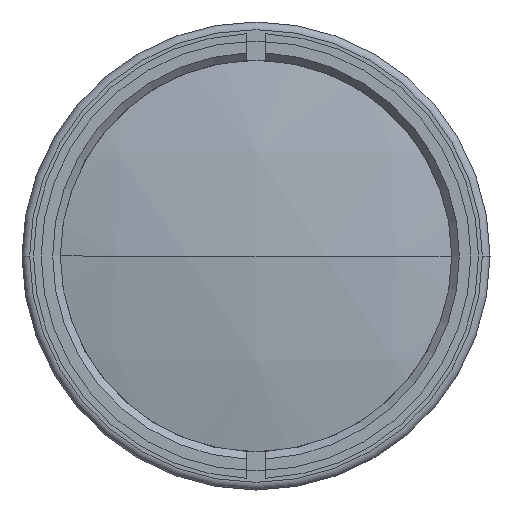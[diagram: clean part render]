
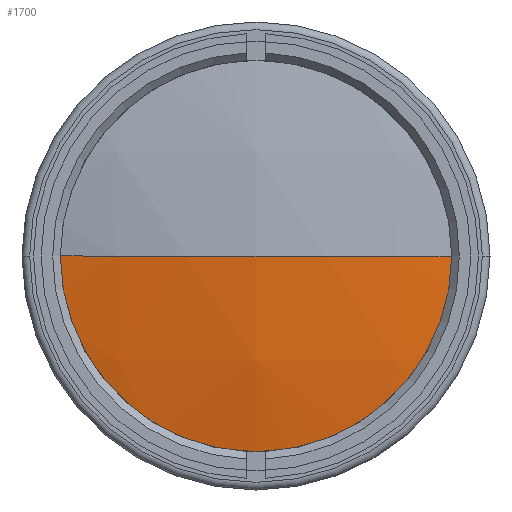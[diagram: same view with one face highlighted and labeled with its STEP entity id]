
A CAD part, left-side view. The second image highlights one B-rep face of the part: STEP entity #1700.
In plain terms, the highlighted spherical face has radius 124 mm.
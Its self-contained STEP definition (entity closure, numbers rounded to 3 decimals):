
#257 = CARTESIAN_POINT ( 'NONE',  ( -104.365, -27., 0. ) ) ;
#270 = AXIS2_PLACEMENT_3D ( 'NONE', #4020, #995, #3685 ) ;
#538 = DIRECTION ( 'NONE',  ( 0., 1., 0. ) ) ;
#602 = DIRECTION ( 'NONE',  ( 0., 0., -1. ) ) ;
#995 = DIRECTION ( 'NONE',  ( 0., 0., 1. ) ) ;
#1081 = ORIENTED_EDGE ( 'NONE', *, *, #3442, .T. ) ;
#1163 = AXIS2_PLACEMENT_3D ( 'NONE', #3231, #3319, #538 ) ;
#1253 = AXIS2_PLACEMENT_3D ( 'NONE', #1372, #3452, #2374 ) ;
#1372 = CARTESIAN_POINT ( 'NONE',  ( -104.365, 0., 0. ) ) ;
#1555 = DIRECTION ( 'NONE',  ( 0., 1., 0. ) ) ;
#1700 = ADVANCED_FACE ( 'NONE', ( #2252 ), #1949, .T. ) ;
#1797 = ORIENTED_EDGE ( 'NONE', *, *, #3282, .T. ) ;
#1949 = SPHERICAL_SURFACE ( 'NONE', #1163, 124. ) ;
#1960 = VERTEX_POINT ( 'NONE', #3835 ) ;
#2252 = FACE_OUTER_BOUND ( 'NONE', #3993, .T. ) ;
#2374 = DIRECTION ( 'NONE',  ( 0., 0., 1. ) ) ;
#2460 = ORIENTED_EDGE ( 'NONE', *, *, #2676, .F. ) ;
#2548 = CARTESIAN_POINT ( 'NONE',  ( 16.66, 0., 0. ) ) ;
#2676 = EDGE_CURVE ( 'NONE', #1960, #3750, #2864, .T. ) ;
#2864 = CIRCLE ( 'NONE', #270, 124. ) ;
#3231 = CARTESIAN_POINT ( 'NONE',  ( 16.66, 0., 0. ) ) ;
#3282 = EDGE_CURVE ( 'NONE', #4257, #3750, #3932, .T. ) ;
#3319 = DIRECTION ( 'NONE',  ( 0., 0., -1. ) ) ;
#3442 = EDGE_CURVE ( 'NONE', #1960, #4257, #3656, .T. ) ;
#3452 = DIRECTION ( 'NONE',  ( -1., 0., 0. ) ) ;
#3510 = CARTESIAN_POINT ( 'NONE',  ( -107.34, 0., 0. ) ) ;
#3586 = AXIS2_PLACEMENT_3D ( 'NONE', #2548, #602, #1555 ) ;
#3656 = CIRCLE ( 'NONE', #1253, 27. ) ;
#3685 = DIRECTION ( 'NONE',  ( 0., -1., 0. ) ) ;
#3750 = VERTEX_POINT ( 'NONE', #3510 ) ;
#3835 = CARTESIAN_POINT ( 'NONE',  ( -104.365, 27., 0. ) ) ;
#3932 = CIRCLE ( 'NONE', #3586, 124. ) ;
#3993 = EDGE_LOOP ( 'NONE', ( #1081, #1797, #2460 ) ) ;
#4020 = CARTESIAN_POINT ( 'NONE',  ( 16.66, 0., 0. ) ) ;
#4257 = VERTEX_POINT ( 'NONE', #257 ) ;
